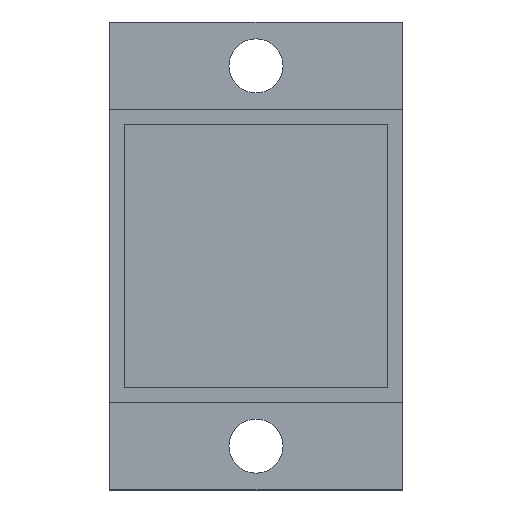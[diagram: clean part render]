
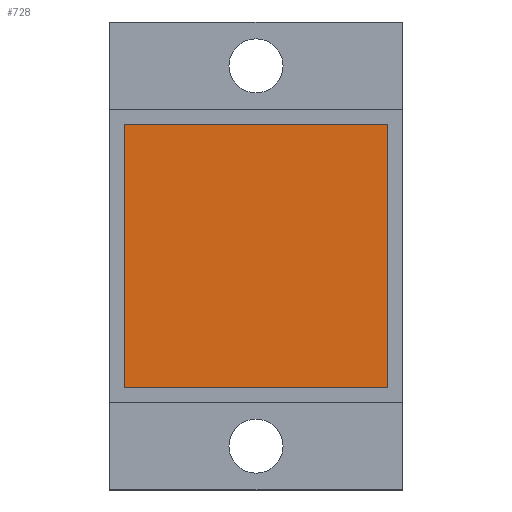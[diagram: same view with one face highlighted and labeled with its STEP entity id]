
A CAD part, top view. The second image highlights one B-rep face of the part: STEP entity #728.
In plain terms, the highlighted planar face has unit normal (0, 0, 1).
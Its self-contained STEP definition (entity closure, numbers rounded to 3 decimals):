
#201=DIRECTION('',(0.,1.,0.));
#202=VECTOR('',#201,18.);
#203=CARTESIAN_POINT('',(-9.,-9.,3.025));
#204=LINE('',#203,#202);
#209=DIRECTION('',(1.,0.,0.));
#210=VECTOR('',#209,18.);
#211=CARTESIAN_POINT('',(-9.,9.,3.025));
#212=LINE('',#211,#210);
#217=DIRECTION('',(0.,-1.,0.));
#218=VECTOR('',#217,18.);
#219=CARTESIAN_POINT('',(9.,9.,3.025));
#220=LINE('',#219,#218);
#225=DIRECTION('',(-1.,0.,0.));
#226=VECTOR('',#225,18.);
#227=CARTESIAN_POINT('',(9.,-9.,3.025));
#228=LINE('',#227,#226);
#237=CARTESIAN_POINT('',(-9.,-9.,3.025));
#238=CARTESIAN_POINT('',(-9.,9.,3.025));
#239=VERTEX_POINT('',#237);
#240=VERTEX_POINT('',#238);
#293=CARTESIAN_POINT('',(9.,9.,3.025));
#294=VERTEX_POINT('',#293);
#295=CARTESIAN_POINT('',(9.,-9.,3.025));
#296=VERTEX_POINT('',#295);
#717=CARTESIAN_POINT('',(-9.,-9.,3.025));
#718=DIRECTION('',(0.,0.,1.));
#719=DIRECTION('',(1.,0.,0.));
#720=AXIS2_PLACEMENT_3D('',#717,#718,#719);
#721=PLANE('',#720);
#722=ORIENTED_EDGE('',*,*,#641,.T.);
#723=ORIENTED_EDGE('',*,*,#663,.T.);
#724=ORIENTED_EDGE('',*,*,#684,.T.);
#725=ORIENTED_EDGE('',*,*,#704,.T.);
#726=EDGE_LOOP('',(#722,#723,#724,#725));
#727=FACE_OUTER_BOUND('',#726,.F.);
#728=ADVANCED_FACE('',(#727),#721,.T.);
#641=EDGE_CURVE('',#239,#240,#204,.T.);
#663=EDGE_CURVE('',#240,#294,#212,.T.);
#684=EDGE_CURVE('',#294,#296,#220,.T.);
#704=EDGE_CURVE('',#296,#239,#228,.T.);
